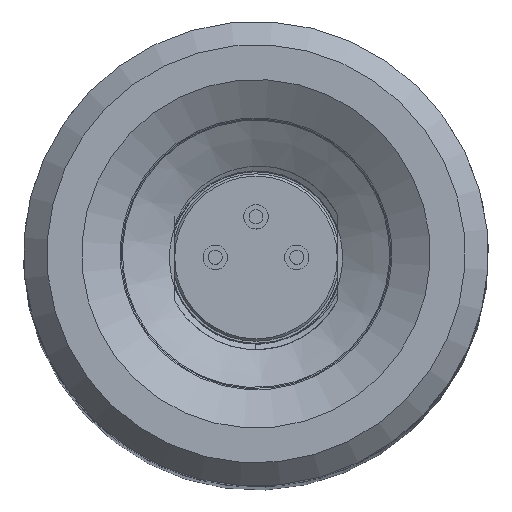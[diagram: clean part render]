
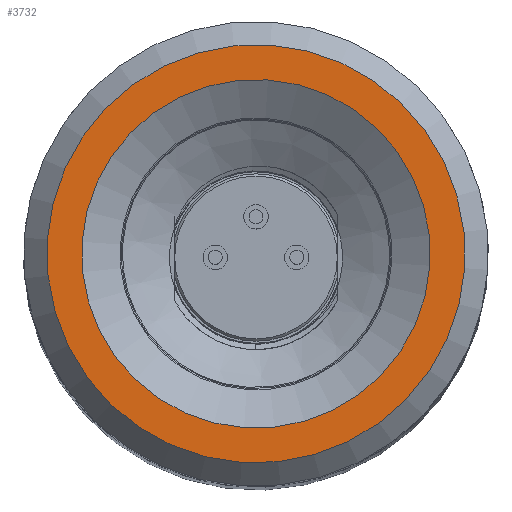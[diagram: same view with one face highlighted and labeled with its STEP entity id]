
A CAD part, top view. The second image highlights one B-rep face of the part: STEP entity #3732.
In plain terms, the highlighted planar face has unit normal (0, 0, 1).
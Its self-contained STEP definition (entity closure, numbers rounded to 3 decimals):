
#390=FACE_BOUND('',#1135,.T.);
#410=PLANE('',#4076);
#906=FACE_OUTER_BOUND('',#1134,.T.);
#1134=EDGE_LOOP('',(#2658));
#1135=EDGE_LOOP('',(#2659));
#1367=CIRCLE('',#4035,7.5);
#1391=CIRCLE('',#4075,9.);
#1535=VERTEX_POINT('',#5250);
#1556=VERTEX_POINT('',#5321);
#1947=EDGE_CURVE('',#1535,#1535,#1367,.T.);
#1981=EDGE_CURVE('',#1556,#1556,#1391,.T.);
#2658=ORIENTED_EDGE('',*,*,#1981,.F.);
#2659=ORIENTED_EDGE('',*,*,#1947,.F.);
#3732=ADVANCED_FACE('',(#906,#390),#410,.T.);
#4035=AXIS2_PLACEMENT_3D('',#5251,#4443,#4444);
#4075=AXIS2_PLACEMENT_3D('',#5322,#4533,#4534);
#4076=AXIS2_PLACEMENT_3D('',#5324,#4536,#4537);
#4443=DIRECTION('center_axis',(0.,0.,1.));
#4444=DIRECTION('ref_axis',(-1.,0.,0.));
#4533=DIRECTION('center_axis',(0.,0.,-1.));
#4534=DIRECTION('ref_axis',(-1.,0.,0.));
#4536=DIRECTION('center_axis',(0.,0.,1.));
#4537=DIRECTION('ref_axis',(1.,0.,0.));
#5250=CARTESIAN_POINT('',(7.5,0.,25.));
#5251=CARTESIAN_POINT('Origin',(0.,0.,25.));
#5321=CARTESIAN_POINT('',(9.,0.,25.));
#5322=CARTESIAN_POINT('Origin',(0.,0.,25.));
#5324=CARTESIAN_POINT('Origin',(0.,0.,25.));
